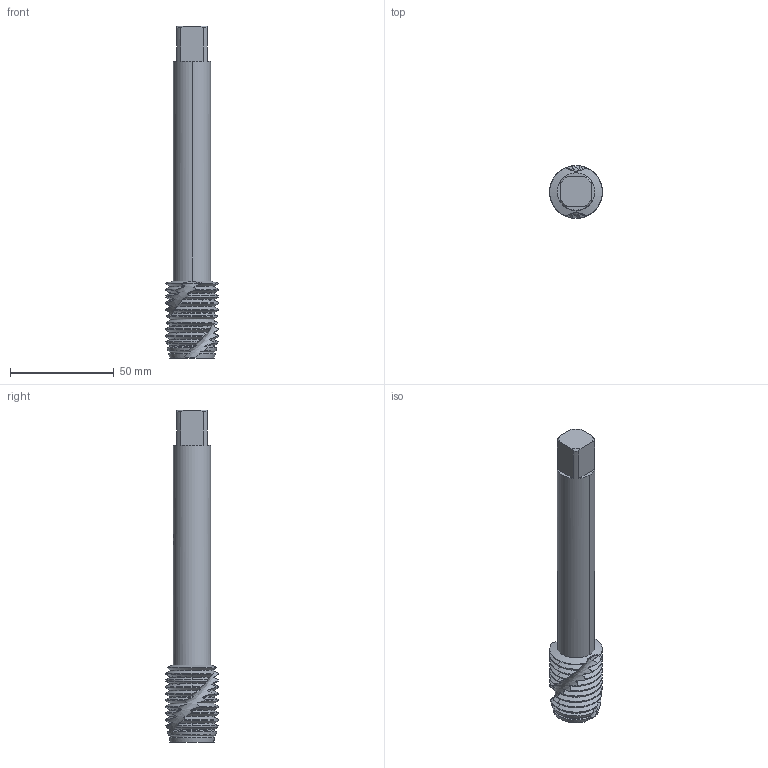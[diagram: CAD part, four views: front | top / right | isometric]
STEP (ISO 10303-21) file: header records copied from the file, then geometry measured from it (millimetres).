
FILE_DESCRIPTION(('no description'),'unknown implementation level');
FILE_NAME('solidKPgWkj2KrMDOnLVoThVqPIQ0Bv0_1.STP',' ',('CIM GmbH Aachen'),('CADClick - KiM GmbH - www.kimweb.de'),'unknown preprocess','ACIS','unknown authorization');
FILE_SCHEMA(('automotive_design'));
Length unit declared in the file: millimetre
Products named in the file (2): 1; 2
Bounding box: 25.4 x 25.4 x 160 mm (x, y, z)
Volume: 45466.8 mm3; surface area: 16730.4 mm2
Topology: 2 solids, 2 shells, 213 faces, 585 edges, 376 vertices
Faces by surface type: cone 102, cylinder 88, plane 17, bspline 4, revolution 2
Entity records: 17404 total; most frequent: CARTESIAN_POINT 5691, STYLED_ITEM 1176, PRESENTATION_STYLE_ASSIGNMENT 1176, COLOUR_RGB 1176, ORIENTED_EDGE 1170, DIRECTION 1017, EDGE_CURVE 585, CURVE_STYLE 585
